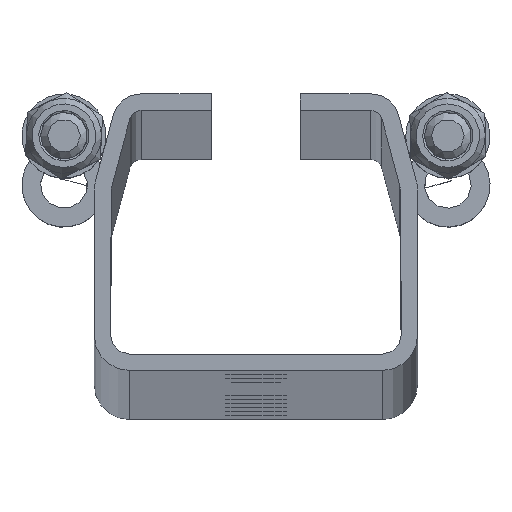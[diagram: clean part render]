
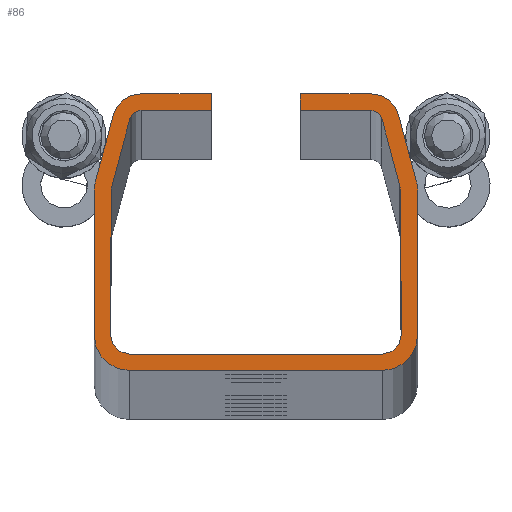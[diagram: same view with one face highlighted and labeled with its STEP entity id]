
A CAD part, top view. The second image highlights one B-rep face of the part: STEP entity #86.
In plain terms, the highlighted planar face has unit normal (0, 0, 1).
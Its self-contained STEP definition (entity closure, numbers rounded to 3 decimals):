
#86=ADVANCED_FACE('',(#453),#455,.T.);
#453=FACE_BOUND('',#454,.T.);
#454=EDGE_LOOP('',(#1530,#1531,#1532,#1533,#1534,#1535,#1536,#1537,#1538,#1539,#1540,
#1541,#1542,#1543,#1544,#1545,#1546,#1547,#1548,#1549,#1550,#1551,#1552,#1553,#1554,
#1555,#1556,#1557));
#455=PLANE('',#456);
#456=AXIS2_PLACEMENT_3D('',#457,#458,#459);
#457=CARTESIAN_POINT('',(0.,0.,6000.));
#458=DIRECTION('',(0.,0.,1.));
#459=DIRECTION('',(1.,0.,0.));
#1530=ORIENTED_EDGE('',*,*,#2053,.T.);
#1531=ORIENTED_EDGE('',*,*,#2054,.T.);
#1532=ORIENTED_EDGE('',*,*,#2055,.T.);
#1533=ORIENTED_EDGE('',*,*,#2056,.T.);
#1534=ORIENTED_EDGE('',*,*,#2057,.T.);
#1535=ORIENTED_EDGE('',*,*,#2058,.T.);
#1536=ORIENTED_EDGE('',*,*,#2059,.T.);
#1537=ORIENTED_EDGE('',*,*,#2060,.T.);
#1538=ORIENTED_EDGE('',*,*,#2061,.T.);
#1539=ORIENTED_EDGE('',*,*,#2062,.T.);
#1540=ORIENTED_EDGE('',*,*,#2063,.T.);
#1541=ORIENTED_EDGE('',*,*,#2064,.T.);
#1542=ORIENTED_EDGE('',*,*,#2065,.T.);
#1543=ORIENTED_EDGE('',*,*,#2066,.T.);
#1544=ORIENTED_EDGE('',*,*,#2067,.T.);
#1545=ORIENTED_EDGE('',*,*,#2068,.T.);
#1546=ORIENTED_EDGE('',*,*,#2069,.T.);
#1547=ORIENTED_EDGE('',*,*,#2070,.T.);
#1548=ORIENTED_EDGE('',*,*,#2071,.T.);
#1549=ORIENTED_EDGE('',*,*,#2072,.T.);
#1550=ORIENTED_EDGE('',*,*,#2073,.T.);
#1551=ORIENTED_EDGE('',*,*,#2074,.T.);
#1552=ORIENTED_EDGE('',*,*,#2075,.T.);
#1553=ORIENTED_EDGE('',*,*,#2076,.T.);
#1554=ORIENTED_EDGE('',*,*,#2077,.T.);
#1555=ORIENTED_EDGE('',*,*,#2020,.T.);
#1556=ORIENTED_EDGE('',*,*,#2052,.T.);
#1557=ORIENTED_EDGE('',*,*,#2078,.T.);
#2020=EDGE_CURVE('',#2343,#2341,#2344,.T.);
#2052=EDGE_CURVE('',#2341,#2403,#2405,.T.);
#2053=EDGE_CURVE('',#2406,#2407,#2408,.T.);
#2054=EDGE_CURVE('',#2407,#2409,#2410,.T.);
#2055=EDGE_CURVE('',#2409,#2411,#2412,.T.);
#2056=EDGE_CURVE('',#2411,#2413,#2414,.T.);
#2057=EDGE_CURVE('',#2413,#2415,#2416,.T.);
#2058=EDGE_CURVE('',#2415,#2417,#2418,.T.);
#2059=EDGE_CURVE('',#2417,#2419,#2420,.T.);
#2060=EDGE_CURVE('',#2419,#2421,#2422,.T.);
#2061=EDGE_CURVE('',#2421,#2423,#2424,.T.);
#2062=EDGE_CURVE('',#2423,#2425,#2426,.T.);
#2063=EDGE_CURVE('',#2425,#2427,#2428,.T.);
#2064=EDGE_CURVE('',#2427,#2429,#2430,.T.);
#2065=EDGE_CURVE('',#2429,#2431,#2432,.T.);
#2066=EDGE_CURVE('',#2431,#2433,#2434,.T.);
#2067=EDGE_CURVE('',#2433,#2435,#2436,.T.);
#2068=EDGE_CURVE('',#2435,#2437,#2438,.T.);
#2069=EDGE_CURVE('',#2437,#2439,#2440,.T.);
#2070=EDGE_CURVE('',#2439,#2441,#2442,.T.);
#2071=EDGE_CURVE('',#2441,#2443,#2444,.T.);
#2072=EDGE_CURVE('',#2443,#2445,#2446,.T.);
#2073=EDGE_CURVE('',#2445,#2447,#2448,.T.);
#2074=EDGE_CURVE('',#2447,#2449,#2450,.T.);
#2075=EDGE_CURVE('',#2449,#2451,#2452,.T.);
#2076=EDGE_CURVE('',#2451,#2453,#2454,.T.);
#2077=EDGE_CURVE('',#2453,#2343,#2455,.T.);
#2078=EDGE_CURVE('',#2403,#2406,#2456,.T.);
#2341=VERTEX_POINT('',#3612);
#2343=VERTEX_POINT('',#3616);
#2344=LINE('',#3617,#3618);
#2403=VERTEX_POINT('',#3752);
#2405=CIRCLE('',#3756,6.);
#2406=VERTEX_POINT('',#3760);
#2407=VERTEX_POINT('',#3761);
#2408=LINE('',#3762,#3763);
#2409=VERTEX_POINT('',#3765);
#2410=LINE('',#3766,#3767);
#2411=VERTEX_POINT('',#3769);
#2412=CIRCLE('',#3770,2.5);
#2413=VERTEX_POINT('',#3774);
#2414=LINE('',#3775,#3776);
#2415=VERTEX_POINT('',#3778);
#2416=CIRCLE('',#3779,4.);
#2417=VERTEX_POINT('',#3783);
#2418=LINE('',#3784,#3785);
#2419=VERTEX_POINT('',#3787);
#2420=CIRCLE('',#3788,4.);
#2421=VERTEX_POINT('',#3792);
#2422=LINE('',#3793,#3794);
#2423=VERTEX_POINT('',#3796);
#2424=CIRCLE('',#3797,4.);
#2425=VERTEX_POINT('',#3801);
#2426=LINE('',#3802,#3803);
#2427=VERTEX_POINT('',#3805);
#2428=CIRCLE('',#3806,4.);
#2429=VERTEX_POINT('',#3810);
#2430=LINE('',#3811,#3812);
#2431=VERTEX_POINT('',#3814);
#2432=CIRCLE('',#3815,2.5);
#2433=VERTEX_POINT('',#3819);
#2434=LINE('',#3820,#3821);
#2435=VERTEX_POINT('',#3823);
#2436=LINE('',#3824,#3825);
#2437=VERTEX_POINT('',#3827);
#2438=LINE('',#3828,#3829);
#2439=VERTEX_POINT('',#3831);
#2440=CIRCLE('',#3832,6.);
#2441=VERTEX_POINT('',#3836);
#2442=LINE('',#3837,#3838);
#2443=VERTEX_POINT('',#3840);
#2444=CIRCLE('',#3841,7.5);
#2445=VERTEX_POINT('',#3845);
#2446=LINE('',#3846,#3847);
#2447=VERTEX_POINT('',#3849);
#2448=CIRCLE('',#3850,7.5);
#2449=VERTEX_POINT('',#3854);
#2450=LINE('',#3855,#3856);
#2451=VERTEX_POINT('',#3858);
#2452=CIRCLE('',#3859,7.5);
#2453=VERTEX_POINT('',#3863);
#2454=LINE('',#3864,#3865);
#2455=CIRCLE('',#3867,7.5);
#2456=LINE('',#3871,#3872);
#3612=CARTESIAN_POINT('',(30.4,51.054,6000.));
#3616=CARTESIAN_POINT('',(34.244,36.714,6000.));
#3617=CARTESIAN_POINT('',(34.244,36.714,6000.));
#3618=VECTOR('',#3619,1.);
#3619=DIRECTION('',(-0.259,0.966,0.));
#3752=CARTESIAN_POINT('',(24.605,55.5,6000.));
#3756=AXIS2_PLACEMENT_3D('',#3757,#3758,#3759);
#3757=CARTESIAN_POINT('',(24.605,49.5,6000.));
#3758=DIRECTION('',(0.,0.,1.));
#3759=DIRECTION('',(0.966,0.259,0.));
#3760=CARTESIAN_POINT('',(9.5,55.5,6000.));
#3761=CARTESIAN_POINT('',(9.5,52.,6000.));
#3762=CARTESIAN_POINT('',(9.5,55.5,6000.));
#3763=VECTOR('',#3764,1.);
#3764=DIRECTION('',(0.,-1.,0.));
#3765=CARTESIAN_POINT('',(24.469,52.,6000.));
#3766=CARTESIAN_POINT('',(9.5,52.,6000.));
#3767=VECTOR('',#3768,1.);
#3768=DIRECTION('',(1.,0.,0.));
#3769=CARTESIAN_POINT('',(26.883,50.147,6000.));
#3770=AXIS2_PLACEMENT_3D('',#3771,#3772,#3773);
#3771=CARTESIAN_POINT('',(24.469,49.5,6000.));
#3772=DIRECTION('',(0.,0.,-1.));
#3773=DIRECTION('',(0.,1.,0.));
#3774=CARTESIAN_POINT('',(30.73,35.8,6000.));
#3775=CARTESIAN_POINT('',(26.883,50.147,6000.));
#3776=VECTOR('',#3777,1.);
#3777=DIRECTION('',(0.259,-0.966,0.));
#3778=CARTESIAN_POINT('',(30.866,34.781,6000.));
#3779=AXIS2_PLACEMENT_3D('',#3780,#3781,#3782);
#3780=CARTESIAN_POINT('',(26.866,34.764,6000.));
#3781=DIRECTION('',(0.,0.,-1.));
#3782=DIRECTION('',(0.966,0.259,0.));
#3783=CARTESIAN_POINT('',(31.,4.017,6000.));
#3784=CARTESIAN_POINT('',(30.866,34.781,6000.));
#3785=VECTOR('',#3786,1.);
#3786=DIRECTION('',(0.004,-1.,0.));
#3787=CARTESIAN_POINT('',(27.,0.,6000.));
#3788=AXIS2_PLACEMENT_3D('',#3789,#3790,#3791);
#3789=CARTESIAN_POINT('',(27.,4.,6000.));
#3790=DIRECTION('',(0.,0.,-1.));
#3791=DIRECTION('',(1.,0.004,0.));
#3792=CARTESIAN_POINT('',(-27.,0.,6000.));
#3793=CARTESIAN_POINT('',(27.,0.,6000.));
#3794=VECTOR('',#3795,1.);
#3795=DIRECTION('',(-1.,0.,0.));
#3796=CARTESIAN_POINT('',(-31.,4.017,6000.));
#3797=AXIS2_PLACEMENT_3D('',#3798,#3799,#3800);
#3798=CARTESIAN_POINT('',(-27.,4.,6000.));
#3799=DIRECTION('',(0.,0.,-1.));
#3800=DIRECTION('',(0.,-1.,0.));
#3801=CARTESIAN_POINT('',(-30.866,34.781,6000.));
#3802=CARTESIAN_POINT('',(-31.,4.017,6000.));
#3803=VECTOR('',#3804,1.);
#3804=DIRECTION('',(0.004,1.,0.));
#3805=CARTESIAN_POINT('',(-30.73,35.8,6000.));
#3806=AXIS2_PLACEMENT_3D('',#3807,#3808,#3809);
#3807=CARTESIAN_POINT('',(-26.866,34.764,6000.));
#3808=DIRECTION('',(0.,0.,-1.));
#3809=DIRECTION('',(-1.,0.004,0.));
#3810=CARTESIAN_POINT('',(-26.883,50.147,6000.));
#3811=CARTESIAN_POINT('',(-30.73,35.8,6000.));
#3812=VECTOR('',#3813,1.);
#3813=DIRECTION('',(0.259,0.966,0.));
#3814=CARTESIAN_POINT('',(-24.469,52.,6000.));
#3815=AXIS2_PLACEMENT_3D('',#3816,#3817,#3818);
#3816=CARTESIAN_POINT('',(-24.469,49.5,6000.));
#3817=DIRECTION('',(0.,0.,-1.));
#3818=DIRECTION('',(-0.966,0.259,0.));
#3819=CARTESIAN_POINT('',(-9.5,52.,6000.));
#3820=CARTESIAN_POINT('',(-24.469,52.,6000.));
#3821=VECTOR('',#3822,1.);
#3822=DIRECTION('',(1.,0.,0.));
#3823=CARTESIAN_POINT('',(-9.5,55.5,6000.));
#3824=CARTESIAN_POINT('',(-9.5,52.,6000.));
#3825=VECTOR('',#3826,1.);
#3826=DIRECTION('',(0.,1.,0.));
#3827=CARTESIAN_POINT('',(-24.605,55.5,6000.));
#3828=CARTESIAN_POINT('',(-9.5,55.5,6000.));
#3829=VECTOR('',#3830,1.);
#3830=DIRECTION('',(-1.,0.,0.));
#3831=CARTESIAN_POINT('',(-30.4,51.054,6000.));
#3832=AXIS2_PLACEMENT_3D('',#3833,#3834,#3835);
#3833=CARTESIAN_POINT('',(-24.605,49.5,6000.));
#3834=DIRECTION('',(0.,-0.,1.));
#3835=DIRECTION('',(0.,1.,0.));
#3836=CARTESIAN_POINT('',(-34.244,36.714,6000.));
#3837=CARTESIAN_POINT('',(-30.4,51.054,6000.));
#3838=VECTOR('',#3839,1.);
#3839=DIRECTION('',(-0.259,-0.966,0.));
#3840=CARTESIAN_POINT('',(-34.5,34.772,6000.));
#3841=AXIS2_PLACEMENT_3D('',#3842,#3843,#3844);
#3842=CARTESIAN_POINT('',(-27.,34.772,6000.));
#3843=DIRECTION('',(0.,0.,1.));
#3844=DIRECTION('',(-0.966,0.259,0.));
#3845=CARTESIAN_POINT('',(-34.5,4.,6000.));
#3846=CARTESIAN_POINT('',(-34.5,34.772,6000.));
#3847=VECTOR('',#3848,1.);
#3848=DIRECTION('',(0.,-1.,0.));
#3849=CARTESIAN_POINT('',(-27.,-3.5,6000.));
#3850=AXIS2_PLACEMENT_3D('',#3851,#3852,#3853);
#3851=CARTESIAN_POINT('',(-27.,4.,6000.));
#3852=DIRECTION('',(0.,0.,1.));
#3853=DIRECTION('',(-1.,0.,0.));
#3854=CARTESIAN_POINT('',(27.,-3.5,6000.));
#3855=CARTESIAN_POINT('',(-27.,-3.5,6000.));
#3856=VECTOR('',#3857,1.);
#3857=DIRECTION('',(1.,0.,0.));
#3858=CARTESIAN_POINT('',(34.5,4.,6000.));
#3859=AXIS2_PLACEMENT_3D('',#3860,#3861,#3862);
#3860=CARTESIAN_POINT('',(27.,4.,6000.));
#3861=DIRECTION('',(0.,0.,1.));
#3862=DIRECTION('',(0.,-1.,0.));
#3863=CARTESIAN_POINT('',(34.5,34.772,6000.));
#3864=CARTESIAN_POINT('',(34.5,4.,6000.));
#3865=VECTOR('',#3866,1.);
#3866=DIRECTION('',(0.,1.,0.));
#3867=AXIS2_PLACEMENT_3D('',#3868,#3869,#3870);
#3868=CARTESIAN_POINT('',(27.,34.772,6000.));
#3869=DIRECTION('',(0.,0.,1.));
#3870=DIRECTION('',(1.,0.,0.));
#3871=CARTESIAN_POINT('',(24.605,55.5,6000.));
#3872=VECTOR('',#3873,1.);
#3873=DIRECTION('',(-1.,0.,0.));
